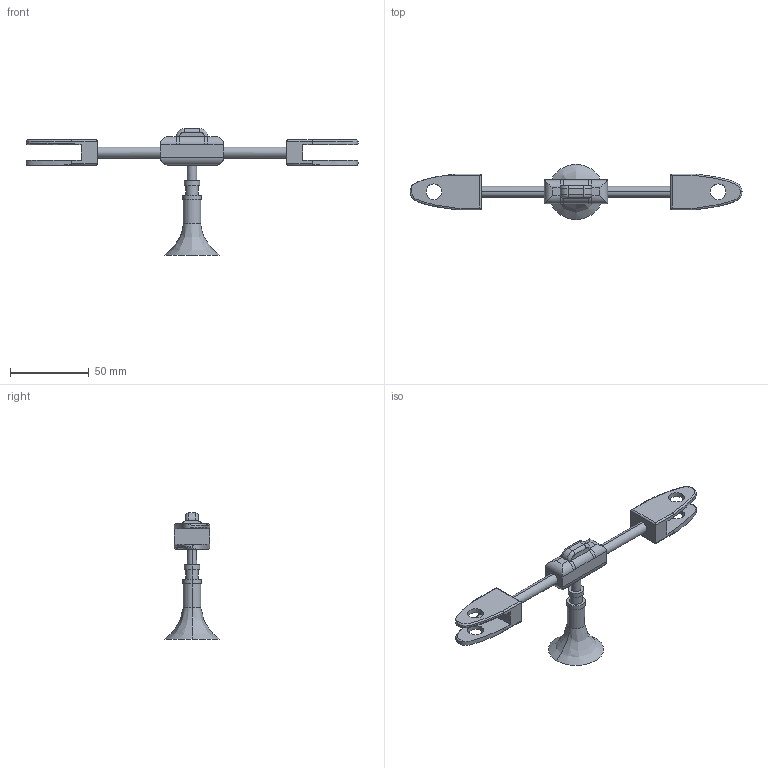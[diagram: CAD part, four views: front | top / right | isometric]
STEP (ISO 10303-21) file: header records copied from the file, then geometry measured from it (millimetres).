
FILE_DESCRIPTION (( 'STEP AP214' ), '1' );
FILE_NAME ('propeller_hub.STEP', '2022-03-01T07:07:38', ( '' ), ( '' ), 'SwSTEP 2.0', 'SolidWorks 2019', '' );
FILE_SCHEMA (( 'AUTOMOTIVE_DESIGN' ));
Length unit declared in the file: millimetre
Products named in the file (1): propeller_hub
Bounding box: 210.29 x 35 x 80 mm (x, y, z)
Volume: 36207.2 mm3; surface area: 16349.3 mm2
Topology: 1 solids, 1 shells, 114 faces, 274 edges, 168 vertices
Faces by surface type: cylinder 51, plane 35, bspline 24, torus 4
Entity records: 5589 total; most frequent: CARTESIAN_POINT 3074, ORIENTED_EDGE 548, DIRECTION 468, EDGE_CURVE 274, AXIS2_PLACEMENT_3D 175, VERTEX_POINT 168, EDGE_LOOP 128, LINE 118
